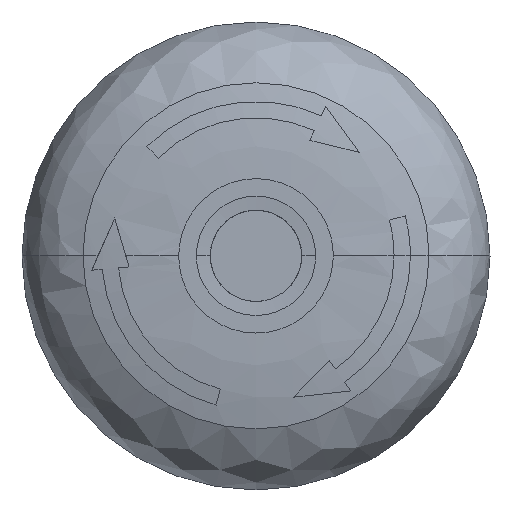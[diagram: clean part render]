
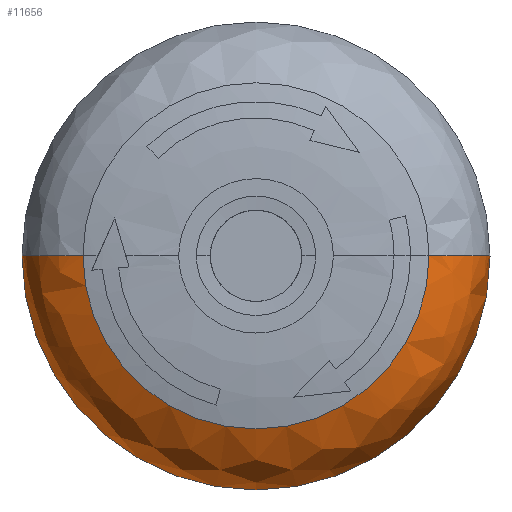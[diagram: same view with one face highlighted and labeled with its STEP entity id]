
A CAD part, top view. The second image highlights one B-rep face of the part: STEP entity #11656.
In plain terms, the highlighted free-form (B-spline) face has degree [3, 3] with [4, 4] control points.
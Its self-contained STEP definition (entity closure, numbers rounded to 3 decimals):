
#107 = CIRCLE ( 'NONE', #7491, 14.792 ) ;
#162 = AXIS2_PLACEMENT_3D ( 'NONE', #1568, #5613, #9654 ) ;
#319 = VERTEX_POINT ( 'NONE', #7815 ) ;
#449 = CARTESIAN_POINT ( 'NONE',  ( 14.792, 0., -1.066 ) ) ;
#799 = DIRECTION ( 'NONE',  ( 1., 0., 0. ) ) ;
#944 =( BOUNDED_SURFACE ( )  B_SPLINE_SURFACE ( 3, 3, ( 
 ( #1447, #5484, #9527, #449 ),
 ( #4487, #8513, #12583, #3494 ),
 ( #7527, #11589, #2501, #6539 ),
 ( #10594, #1512, #5555, #9594 ) ),
 .UNSPECIFIED., .F., .F., .F. ) 
 B_SPLINE_SURFACE_WITH_KNOTS ( ( 4, 4 ),
 ( 4, 4 ),
 ( 0., 1. ),
 ( 0., 1. ),
 .UNSPECIFIED. ) 
 GEOMETRIC_REPRESENTATION_ITEM ( )  RATIONAL_B_SPLINE_SURFACE ( (
 ( 1., 0.333, 0.333, 1.),
 ( 0.862, 0.287, 0.287, 0.862),
 ( 0.862, 0.287, 0.287, 0.862),
 ( 1., 0.333, 0.333, 1.) ) ) 
 REPRESENTATION_ITEM ( '' )  SURFACE ( )  );
#1014 = ORIENTED_EDGE ( 'NONE', *, *, #6354, .F. ) ;
#1033 = AXIS2_PLACEMENT_3D ( 'NONE', #2938, #6973, #11031 ) ;
#1447 = CARTESIAN_POINT ( 'NONE',  ( -14.792, 0., -1.066 ) ) ;
#1512 = CARTESIAN_POINT ( 'NONE',  ( -20., -40., -7.833 ) ) ;
#1568 = CARTESIAN_POINT ( 'NONE',  ( -13., 0., -7.833 ) ) ;
#1610 = DIRECTION ( 'NONE',  ( 0., 1., 0. ) ) ;
#1906 = ORIENTED_EDGE ( 'NONE', *, *, #2851, .T. ) ;
#2501 = CARTESIAN_POINT ( 'NONE',  ( 20., -40., -4.53 ) ) ;
#2851 = EDGE_CURVE ( 'NONE', #12085, #12435, #107, .T. ) ;
#2938 = CARTESIAN_POINT ( 'NONE',  ( 0., 0., -7.833 ) ) ;
#3479 = CARTESIAN_POINT ( 'NONE',  ( 14.792, 0., -1.066 ) ) ;
#3494 = CARTESIAN_POINT ( 'NONE',  ( 17.985, 0., -1.912 ) ) ;
#4111 = VERTEX_POINT ( 'NONE', #10962 ) ;
#4487 = CARTESIAN_POINT ( 'NONE',  ( -17.985, 0., -1.912 ) ) ;
#5484 = CARTESIAN_POINT ( 'NONE',  ( -14.792, -29.584, -1.066 ) ) ;
#5555 = CARTESIAN_POINT ( 'NONE',  ( 20., -40., -7.833 ) ) ;
#5613 = DIRECTION ( 'NONE',  ( 0., -1., 0. ) ) ;
#5652 = DIRECTION ( 'NONE',  ( 1., 0., 0. ) ) ;
#5681 = EDGE_CURVE ( 'NONE', #12435, #319, #5886, .T. ) ;
#5836 = CARTESIAN_POINT ( 'NONE',  ( 0., 0., -1.066 ) ) ;
#5886 = CIRCLE ( 'NONE', #162, 7. ) ;
#6354 = EDGE_CURVE ( 'NONE', #4111, #319, #6739, .T. ) ;
#6468 = FACE_OUTER_BOUND ( 'NONE', #6846, .T. ) ;
#6539 = CARTESIAN_POINT ( 'NONE',  ( 20., 0., -4.53 ) ) ;
#6739 = CIRCLE ( 'NONE', #1033, 20. ) ;
#6846 = EDGE_LOOP ( 'NONE', ( #1906, #11521, #1014, #8689 ) ) ;
#6973 = DIRECTION ( 'NONE',  ( 0., 0., -1. ) ) ;
#7491 = AXIS2_PLACEMENT_3D ( 'NONE', #5836, #9874, #799 ) ;
#7527 = CARTESIAN_POINT ( 'NONE',  ( -20., 0., -4.53 ) ) ;
#7815 = CARTESIAN_POINT ( 'NONE',  ( -20., 0., -7.833 ) ) ;
#8513 = CARTESIAN_POINT ( 'NONE',  ( -17.985, -35.97, -1.912 ) ) ;
#8689 = ORIENTED_EDGE ( 'NONE', *, *, #9883, .F. ) ;
#9303 = CARTESIAN_POINT ( 'NONE',  ( -14.792, 0., -1.066 ) ) ;
#9494 = CIRCLE ( 'NONE', #11202, 7. ) ;
#9527 = CARTESIAN_POINT ( 'NONE',  ( 14.792, -29.584, -1.066 ) ) ;
#9594 = CARTESIAN_POINT ( 'NONE',  ( 20., 0., -7.833 ) ) ;
#9654 = DIRECTION ( 'NONE',  ( -1., 0., 0. ) ) ;
#9874 = DIRECTION ( 'NONE',  ( 0., 0., -1. ) ) ;
#9883 = EDGE_CURVE ( 'NONE', #12085, #4111, #9494, .T. ) ;
#10594 = CARTESIAN_POINT ( 'NONE',  ( -20., 0., -7.833 ) ) ;
#10692 = CARTESIAN_POINT ( 'NONE',  ( 13., 0., -7.833 ) ) ;
#10962 = CARTESIAN_POINT ( 'NONE',  ( 20., 0., -7.833 ) ) ;
#11031 = DIRECTION ( 'NONE',  ( 1., 0., 0. ) ) ;
#11202 = AXIS2_PLACEMENT_3D ( 'NONE', #10692, #1610, #5652 ) ;
#11521 = ORIENTED_EDGE ( 'NONE', *, *, #5681, .T. ) ;
#11589 = CARTESIAN_POINT ( 'NONE',  ( -20., -40., -4.53 ) ) ;
#11656 = ADVANCED_FACE ( 'NONE', ( #6468 ), #944, .T. ) ;
#12085 = VERTEX_POINT ( 'NONE', #3479 ) ;
#12435 = VERTEX_POINT ( 'NONE', #9303 ) ;
#12583 = CARTESIAN_POINT ( 'NONE',  ( 17.985, -35.97, -1.912 ) ) ;
